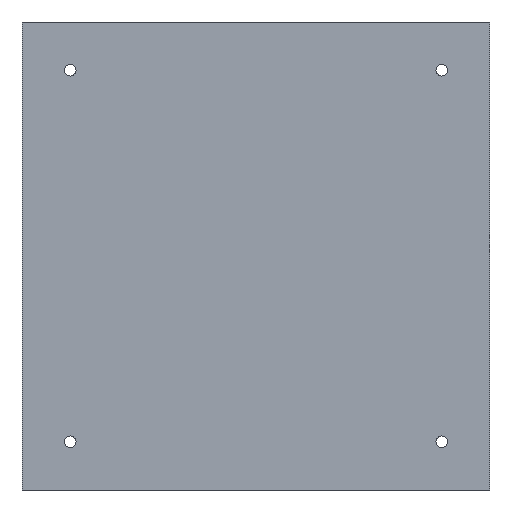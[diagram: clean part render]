
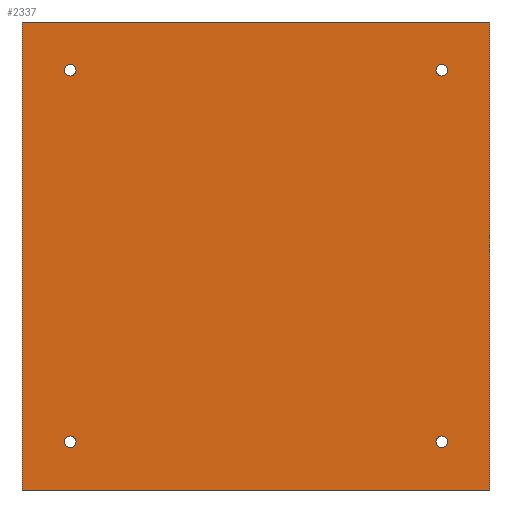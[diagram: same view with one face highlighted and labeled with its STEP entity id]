
A CAD part, front view. The second image highlights one B-rep face of the part: STEP entity #2337.
In plain terms, the highlighted planar face has unit normal (0, -1, 0).
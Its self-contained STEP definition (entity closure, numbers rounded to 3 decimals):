
#42 = CARTESIAN_POINT ( 'NONE',  ( 35., 0., -30.75 ) ) ;
#44 = DIRECTION ( 'NONE',  ( 0., 1., 0. ) ) ;
#62 = CIRCLE ( 'NONE', #768, 4.25 ) ;
#73 = ORIENTED_EDGE ( 'NONE', *, *, #1766, .F. ) ;
#120 = EDGE_CURVE ( 'NONE', #1408, #1928, #330, .T. ) ;
#130 = DIRECTION ( 'NONE',  ( 0., 0., -1. ) ) ;
#136 = VECTOR ( 'NONE', #1238, 1000. ) ;
#175 = ORIENTED_EDGE ( 'NONE', *, *, #604, .T. ) ;
#176 = CIRCLE ( 'NONE', #2624, 4.25 ) ;
#183 = ORIENTED_EDGE ( 'NONE', *, *, #1209, .F. ) ;
#204 = FACE_BOUND ( 'NONE', #1554, .T. ) ;
#218 = CIRCLE ( 'NONE', #732, 4.25 ) ;
#236 = CIRCLE ( 'NONE', #1402, 4.25 ) ;
#266 = CARTESIAN_POINT ( 'NONE',  ( 305., 0., -35. ) ) ;
#315 = DIRECTION ( 'NONE',  ( 0., 1., 0. ) ) ;
#330 = CIRCLE ( 'NONE', #1226, 4.25 ) ;
#394 = DIRECTION ( 'NONE',  ( 1., 0., 0. ) ) ;
#397 = FACE_OUTER_BOUND ( 'NONE', #871, .T. ) ;
#461 = ORIENTED_EDGE ( 'NONE', *, *, #627, .T. ) ;
#497 = ORIENTED_EDGE ( 'NONE', *, *, #2088, .T. ) ;
#504 = VERTEX_POINT ( 'NONE', #979 ) ;
#583 = CARTESIAN_POINT ( 'NONE',  ( 35., 0., -35. ) ) ;
#589 = CARTESIAN_POINT ( 'NONE',  ( 35., 0., -309.25 ) ) ;
#600 = DIRECTION ( 'NONE',  ( 0., 0., 1. ) ) ;
#602 = VERTEX_POINT ( 'NONE', #2485 ) ;
#604 = EDGE_CURVE ( 'NONE', #760, #2025, #62, .T. ) ;
#620 = CARTESIAN_POINT ( 'NONE',  ( 0., 0., -340. ) ) ;
#627 = EDGE_CURVE ( 'NONE', #1928, #1408, #218, .T. ) ;
#630 = CARTESIAN_POINT ( 'NONE',  ( 305., 0., -35. ) ) ;
#655 = CARTESIAN_POINT ( 'NONE',  ( 340., 0., -340. ) ) ;
#662 = CIRCLE ( 'NONE', #719, 4.25 ) ;
#677 = FACE_BOUND ( 'NONE', #2021, .T. ) ;
#719 = AXIS2_PLACEMENT_3D ( 'NONE', #1986, #315, #2187 ) ;
#732 = AXIS2_PLACEMENT_3D ( 'NONE', #1219, #1438, #600 ) ;
#760 = VERTEX_POINT ( 'NONE', #42 ) ;
#768 = AXIS2_PLACEMENT_3D ( 'NONE', #2079, #791, #1002 ) ;
#791 = DIRECTION ( 'NONE',  ( 0., 1., 0. ) ) ;
#806 = EDGE_CURVE ( 'NONE', #1892, #2099, #1802, .T. ) ;
#816 = AXIS2_PLACEMENT_3D ( 'NONE', #266, #1716, #2360 ) ;
#870 = EDGE_CURVE ( 'NONE', #602, #2178, #2159, .T. ) ;
#871 = EDGE_LOOP ( 'NONE', ( #183, #2308, #1639, #73 ) ) ;
#876 = LINE ( 'NONE', #1148, #2477 ) ;
#979 = CARTESIAN_POINT ( 'NONE',  ( 0., 0., 0. ) ) ;
#991 = CIRCLE ( 'NONE', #1491, 4.25 ) ;
#993 = DIRECTION ( 'NONE',  ( 0., 1., 0. ) ) ;
#1002 = DIRECTION ( 'NONE',  ( 0., 0., 1. ) ) ;
#1004 = CARTESIAN_POINT ( 'NONE',  ( 340., 0., 0. ) ) ;
#1022 = ORIENTED_EDGE ( 'NONE', *, *, #870, .T. ) ;
#1055 = DIRECTION ( 'NONE',  ( 0., 0., -1. ) ) ;
#1066 = DIRECTION ( 'NONE',  ( 0., 1., 0. ) ) ;
#1068 = CARTESIAN_POINT ( 'NONE',  ( 35., 0., -300.75 ) ) ;
#1082 = VECTOR ( 'NONE', #1055, 1000. ) ;
#1112 = EDGE_CURVE ( 'NONE', #2561, #2043, #662, .T. ) ;
#1148 = CARTESIAN_POINT ( 'NONE',  ( 0., 0., 0. ) ) ;
#1162 = ORIENTED_EDGE ( 'NONE', *, *, #1867, .T. ) ;
#1193 = DIRECTION ( 'NONE',  ( 0., 0., 1. ) ) ;
#1209 = EDGE_CURVE ( 'NONE', #2688, #504, #1298, .T. ) ;
#1219 = CARTESIAN_POINT ( 'NONE',  ( 305., 0., -305. ) ) ;
#1226 = AXIS2_PLACEMENT_3D ( 'NONE', #1954, #1066, #2135 ) ;
#1233 = CARTESIAN_POINT ( 'NONE',  ( 0., 0., 0. ) ) ;
#1238 = DIRECTION ( 'NONE',  ( -1., 0., 0. ) ) ;
#1256 = ORIENTED_EDGE ( 'NONE', *, *, #2692, .T. ) ;
#1298 = LINE ( 'NONE', #1233, #2206 ) ;
#1362 = DIRECTION ( 'NONE',  ( 0., -1., 0. ) ) ;
#1402 = AXIS2_PLACEMENT_3D ( 'NONE', #2130, #44, #2144 ) ;
#1408 = VERTEX_POINT ( 'NONE', #1743 ) ;
#1438 = DIRECTION ( 'NONE',  ( 0., 1., 0. ) ) ;
#1479 = CARTESIAN_POINT ( 'NONE',  ( 305., 0., -309.25 ) ) ;
#1491 = AXIS2_PLACEMENT_3D ( 'NONE', #630, #2119, #1727 ) ;
#1554 = EDGE_LOOP ( 'NONE', ( #1933, #497 ) ) ;
#1639 = ORIENTED_EDGE ( 'NONE', *, *, #806, .F. ) ;
#1691 = CARTESIAN_POINT ( 'NONE',  ( 0., 0., -340. ) ) ;
#1708 = DIRECTION ( 'NONE',  ( 0., 0., 1. ) ) ;
#1716 = DIRECTION ( 'NONE',  ( 0., 1., 0. ) ) ;
#1727 = DIRECTION ( 'NONE',  ( 0., 0., 1. ) ) ;
#1743 = CARTESIAN_POINT ( 'NONE',  ( 305., 0., -300.75 ) ) ;
#1766 = EDGE_CURVE ( 'NONE', #504, #1892, #876, .T. ) ;
#1802 = LINE ( 'NONE', #1936, #1082 ) ;
#1867 = EDGE_CURVE ( 'NONE', #2025, #760, #176, .T. ) ;
#1892 = VERTEX_POINT ( 'NONE', #1004 ) ;
#1915 = CARTESIAN_POINT ( 'NONE',  ( 35., 0., -39.25 ) ) ;
#1928 = VERTEX_POINT ( 'NONE', #1479 ) ;
#1933 = ORIENTED_EDGE ( 'NONE', *, *, #1112, .T. ) ;
#1936 = CARTESIAN_POINT ( 'NONE',  ( 340., 0., 0. ) ) ;
#1951 = FACE_BOUND ( 'NONE', #2185, .T. ) ;
#1954 = CARTESIAN_POINT ( 'NONE',  ( 305., 0., -305. ) ) ;
#1986 = CARTESIAN_POINT ( 'NONE',  ( 35., 0., -305. ) ) ;
#2004 = CARTESIAN_POINT ( 'NONE',  ( 0., 0., 0. ) ) ;
#2021 = EDGE_LOOP ( 'NONE', ( #1162, #175 ) ) ;
#2023 = PLANE ( 'NONE',  #2312 ) ;
#2025 = VERTEX_POINT ( 'NONE', #1915 ) ;
#2043 = VERTEX_POINT ( 'NONE', #1068 ) ;
#2079 = CARTESIAN_POINT ( 'NONE',  ( 35., 0., -35. ) ) ;
#2088 = EDGE_CURVE ( 'NONE', #2043, #2561, #236, .T. ) ;
#2099 = VERTEX_POINT ( 'NONE', #655 ) ;
#2119 = DIRECTION ( 'NONE',  ( 0., 1., 0. ) ) ;
#2130 = CARTESIAN_POINT ( 'NONE',  ( 35., 0., -305. ) ) ;
#2135 = DIRECTION ( 'NONE',  ( 0., 0., 1. ) ) ;
#2144 = DIRECTION ( 'NONE',  ( 0., 0., 1. ) ) ;
#2159 = CIRCLE ( 'NONE', #816, 4.25 ) ;
#2178 = VERTEX_POINT ( 'NONE', #2369 ) ;
#2185 = EDGE_LOOP ( 'NONE', ( #1256, #1022 ) ) ;
#2187 = DIRECTION ( 'NONE',  ( 0., 0., 1. ) ) ;
#2205 = LINE ( 'NONE', #1691, #136 ) ;
#2206 = VECTOR ( 'NONE', #1708, 1000. ) ;
#2308 = ORIENTED_EDGE ( 'NONE', *, *, #2678, .F. ) ;
#2312 = AXIS2_PLACEMENT_3D ( 'NONE', #2004, #1362, #130 ) ;
#2337 = ADVANCED_FACE ( 'NONE', ( #1951, #204, #397, #2603, #677 ), #2023, .T. ) ;
#2360 = DIRECTION ( 'NONE',  ( 0., 0., 1. ) ) ;
#2369 = CARTESIAN_POINT ( 'NONE',  ( 305., 0., -39.25 ) ) ;
#2471 = EDGE_LOOP ( 'NONE', ( #461, #2581 ) ) ;
#2477 = VECTOR ( 'NONE', #394, 1000. ) ;
#2485 = CARTESIAN_POINT ( 'NONE',  ( 305., 0., -30.75 ) ) ;
#2561 = VERTEX_POINT ( 'NONE', #589 ) ;
#2581 = ORIENTED_EDGE ( 'NONE', *, *, #120, .T. ) ;
#2603 = FACE_BOUND ( 'NONE', #2471, .T. ) ;
#2624 = AXIS2_PLACEMENT_3D ( 'NONE', #583, #993, #1193 ) ;
#2678 = EDGE_CURVE ( 'NONE', #2099, #2688, #2205, .T. ) ;
#2688 = VERTEX_POINT ( 'NONE', #620 ) ;
#2692 = EDGE_CURVE ( 'NONE', #2178, #602, #991, .T. ) ;
